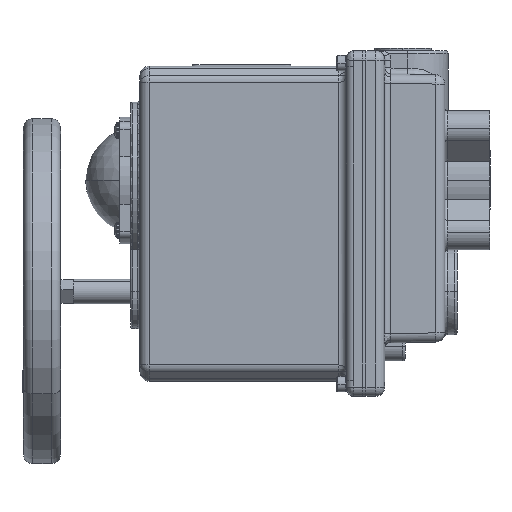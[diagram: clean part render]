
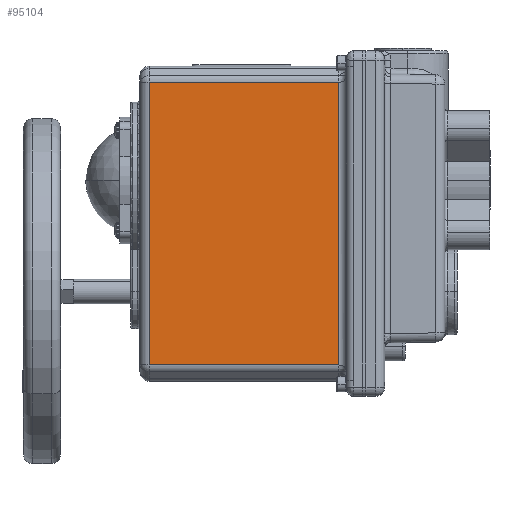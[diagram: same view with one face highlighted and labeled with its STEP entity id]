
A CAD part, left-side view. The second image highlights one B-rep face of the part: STEP entity #95104.
In plain terms, the highlighted planar face has unit normal (-1, 0, 0).
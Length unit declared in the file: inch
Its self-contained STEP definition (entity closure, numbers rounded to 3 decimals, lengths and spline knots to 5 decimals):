
#2597 = LINE ( 'NONE', #18930, #41629 ) ;
#3383 = PLANE ( 'NONE',  #83108 ) ;
#5979 = CARTESIAN_POINT ( 'NONE',  ( -2.065, 3.0595, -3.73733 ) ) ;
#7578 = VERTEX_POINT ( 'NONE', #31762 ) ;
#10243 = VERTEX_POINT ( 'NONE', #18204 ) ;
#10933 = CARTESIAN_POINT ( 'NONE',  ( -2.065, 7.0895, 2.315 ) ) ;
#11289 = DIRECTION ( 'NONE',  ( 0., 0., -1. ) ) ;
#18204 = CARTESIAN_POINT ( 'NONE',  ( -2.065, 6.902, -3.73733 ) ) ;
#18930 = CARTESIAN_POINT ( 'NONE',  ( -2.065, 6.902, 2.315 ) ) ;
#22969 = CARTESIAN_POINT ( 'NONE',  ( -2.065, 3.0595, 2.065 ) ) ;
#23593 = ORIENTED_EDGE ( 'NONE', *, *, #31358, .T. ) ;
#26768 = DIRECTION ( 'NONE',  ( 0., 0., -1. ) ) ;
#30904 = ORIENTED_EDGE ( 'NONE', *, *, #98782, .T. ) ;
#31358 = EDGE_CURVE ( 'NONE', #10243, #89799, #47854, .T. ) ;
#31762 = CARTESIAN_POINT ( 'NONE',  ( -2.065, 3.0595, 1.98733 ) ) ;
#33491 = DIRECTION ( 'NONE',  ( 0., 1., 0. ) ) ;
#37689 = LINE ( 'NONE', #79551, #53309 ) ;
#38125 = ORIENTED_EDGE ( 'NONE', *, *, #48479, .T. ) ;
#38736 = VECTOR ( 'NONE', #46498, 39.37008 ) ;
#41629 = VECTOR ( 'NONE', #26768, 39.37008 ) ;
#46498 = DIRECTION ( 'NONE',  ( 0., 0., 1. ) ) ;
#47854 = LINE ( 'NONE', #5979, #86422 ) ;
#48184 = DIRECTION ( 'NONE',  ( 0., -1., 0. ) ) ;
#48479 = EDGE_CURVE ( 'NONE', #89799, #7578, #61613, .T. ) ;
#53309 = VECTOR ( 'NONE', #33491, 39.37008 ) ;
#57684 = DIRECTION ( 'NONE',  ( 1., 0., 0. ) ) ;
#61613 = LINE ( 'NONE', #22969, #38736 ) ;
#61820 = CARTESIAN_POINT ( 'NONE',  ( -2.065, 6.902, 1.98733 ) ) ;
#62964 = CARTESIAN_POINT ( 'NONE',  ( -2.065, 3.0595, -3.73733 ) ) ;
#67161 = ORIENTED_EDGE ( 'NONE', *, *, #81159, .T. ) ;
#71950 = FACE_OUTER_BOUND ( 'NONE', #83186, .T. ) ;
#79551 = CARTESIAN_POINT ( 'NONE',  ( -2.065, 7.0895, 1.98733 ) ) ;
#81159 = EDGE_CURVE ( 'NONE', #82791, #10243, #2597, .T. ) ;
#82791 = VERTEX_POINT ( 'NONE', #61820 ) ;
#83108 = AXIS2_PLACEMENT_3D ( 'NONE', #10933, #57684, #11289 ) ;
#83186 = EDGE_LOOP ( 'NONE', ( #38125, #30904, #67161, #23593 ) ) ;
#86422 = VECTOR ( 'NONE', #48184, 39.37008 ) ;
#89799 = VERTEX_POINT ( 'NONE', #62964 ) ;
#95104 = ADVANCED_FACE ( 'NONE', ( #71950 ), #3383, .F. ) ;
#98782 = EDGE_CURVE ( 'NONE', #7578, #82791, #37689, .T. ) ;
